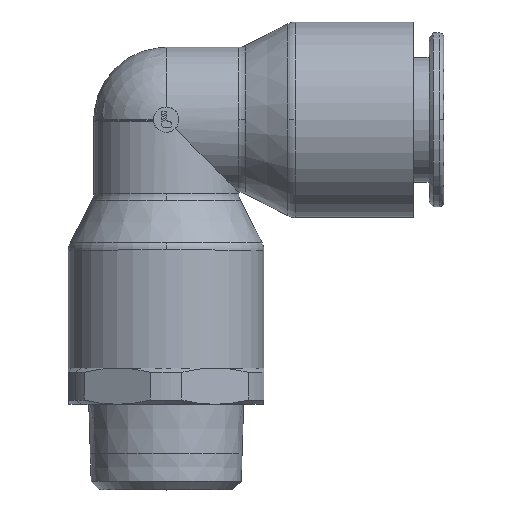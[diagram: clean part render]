
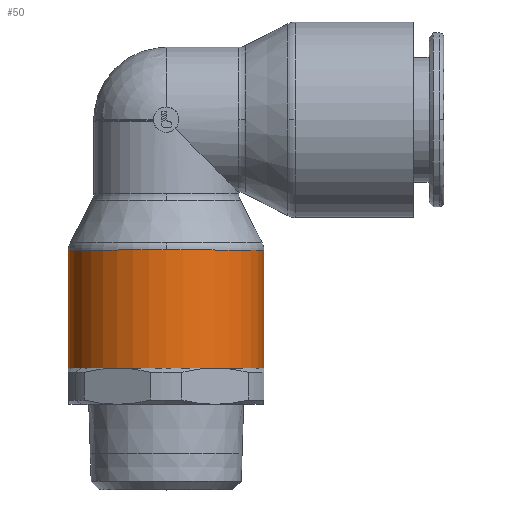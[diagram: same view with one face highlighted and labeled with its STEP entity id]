
A CAD part, top view. The second image highlights one B-rep face of the part: STEP entity #50.
In plain terms, the highlighted cylindrical face has radius 13.5 mm (diameter 27 mm), a partial arc.
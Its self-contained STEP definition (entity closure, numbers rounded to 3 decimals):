
#50=ADVANCED_FACE('',(#163),#164,.T.);
#163=FACE_OUTER_BOUND('',#390,.T.);
#164=CYLINDRICAL_SURFACE('',#391,13.5);
#390=EDGE_LOOP('',(#644,#645,#646,#647,#648,#649,#650,#651));
#391=AXIS2_PLACEMENT_3D('',#652,#653,#654);
#644=ORIENTED_EDGE('',*,*,#1487,.F.);
#645=ORIENTED_EDGE('',*,*,#1488,.T.);
#646=ORIENTED_EDGE('',*,*,#1489,.T.);
#647=ORIENTED_EDGE('',*,*,#1490,.F.);
#648=ORIENTED_EDGE('',*,*,#1491,.F.);
#649=ORIENTED_EDGE('',*,*,#1492,.F.);
#650=ORIENTED_EDGE('',*,*,#1493,.F.);
#651=ORIENTED_EDGE('',*,*,#1494,.F.);
#652=CARTESIAN_POINT('',(0.,13.15,0.0));
#653=DIRECTION('',(0.,-1.0,0.0));
#654=DIRECTION('',(1.0,0.,0.0));
#1487=EDGE_CURVE('',#1771,#1772,#1773,.T.);
#1488=EDGE_CURVE('',#1771,#1774,#1775,.T.);
#1489=EDGE_CURVE('',#1774,#1776,#1777,.T.);
#1490=EDGE_CURVE('',#1778,#1776,#1779,.T.);
#1491=EDGE_CURVE('',#1780,#1778,#1781,.T.);
#1492=EDGE_CURVE('',#1782,#1780,#1783,.T.);
#1493=EDGE_CURVE('',#1784,#1782,#1785,.T.);
#1494=EDGE_CURVE('',#1772,#1784,#1786,.T.);
#1771=VERTEX_POINT('',#2212);
#1772=VERTEX_POINT('',#2213);
#1773=LINE('',#2214,#2215);
#1774=VERTEX_POINT('',#2216);
#1775=CIRCLE('',#2217,13.5);
#1776=VERTEX_POINT('',#2218);
#1777=CIRCLE('',#2219,13.5);
#1778=VERTEX_POINT('',#2220);
#1779=LINE('',#2221,#2222);
#1780=VERTEX_POINT('',#2223);
#1781=CIRCLE('',#2224,13.5);
#1782=VERTEX_POINT('',#2225);
#1783=CIRCLE('',#2226,13.5);
#1784=VERTEX_POINT('',#2227);
#1785=CIRCLE('',#2228,13.5);
#1786=CIRCLE('',#2229,13.5);
#2212=CARTESIAN_POINT('',(13.5,21.3,0.0));
#2213=CARTESIAN_POINT('',(13.5,5.0,0.0));
#2214=CARTESIAN_POINT('',(13.5,13.15,0.));
#2215=VECTOR('',#3236,1.0);
#2216=CARTESIAN_POINT('',(0.,21.3,13.5));
#2217=AXIS2_PLACEMENT_3D('',#3237,#3238,#3239);
#2218=CARTESIAN_POINT('',(-13.5,21.3,0.));
#2219=AXIS2_PLACEMENT_3D('',#3240,#3241,#3242);
#2220=CARTESIAN_POINT('',(-13.5,5.0,0.));
#2221=CARTESIAN_POINT('',(-13.5,13.15,0.));
#2222=VECTOR('',#3243,1.0);
#2223=CARTESIAN_POINT('',(-11.691,5.0,6.75));
#2224=AXIS2_PLACEMENT_3D('',#3244,#3245,#3246);
#2225=CARTESIAN_POINT('',(-6.75,5.0,11.691));
#2226=AXIS2_PLACEMENT_3D('',#3247,#3248,#3249);
#2227=CARTESIAN_POINT('',(6.75,5.0,11.691));
#2228=AXIS2_PLACEMENT_3D('',#3250,#3251,#3252);
#2229=AXIS2_PLACEMENT_3D('',#3253,#3254,#3255);
#3236=DIRECTION('',(0.,-1.0,0.0));
#3237=CARTESIAN_POINT('',(0.,21.3,0.0));
#3238=DIRECTION('',(0.,-1.0,0.0));
#3239=DIRECTION('',(1.0,0.,0.0));
#3240=CARTESIAN_POINT('',(0.,21.3,0.0));
#3241=DIRECTION('',(0.,-1.0,0.0));
#3242=DIRECTION('',(1.0,0.,0.0));
#3243=DIRECTION('',(0.,1.0,-0.0));
#3244=CARTESIAN_POINT('',(0.,5.0,0.0));
#3245=DIRECTION('',(0.,-1.0,0.0));
#3246=DIRECTION('',(1.0,0.,0.0));
#3247=CARTESIAN_POINT('',(0.,5.0,0.0));
#3248=DIRECTION('',(0.,-1.0,0.0));
#3249=DIRECTION('',(1.0,0.,0.0));
#3250=CARTESIAN_POINT('',(0.,5.0,0.0));
#3251=DIRECTION('',(0.,-1.0,0.0));
#3252=DIRECTION('',(1.0,0.,0.0));
#3253=CARTESIAN_POINT('',(0.,5.0,0.0));
#3254=DIRECTION('',(0.,-1.0,0.0));
#3255=DIRECTION('',(1.0,0.,0.0));
